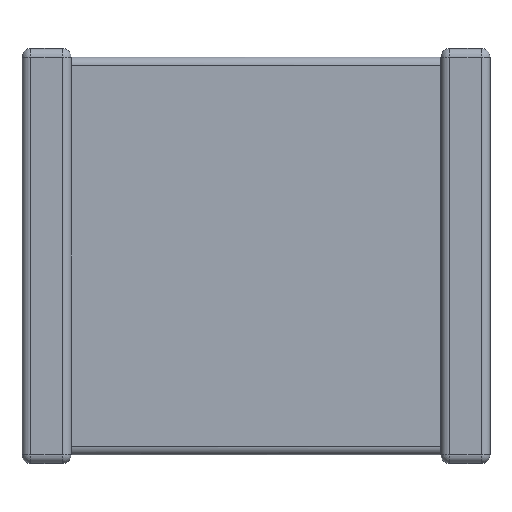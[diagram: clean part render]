
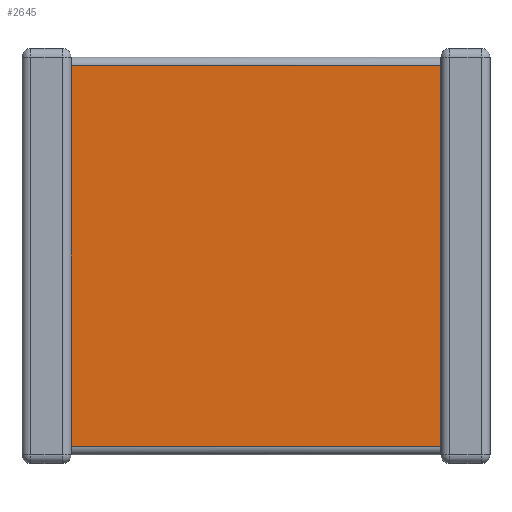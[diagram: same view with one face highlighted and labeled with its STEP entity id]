
A CAD part, front view. The second image highlights one B-rep face of the part: STEP entity #2645.
In plain terms, the highlighted planar face has unit normal (0, -1, 0).
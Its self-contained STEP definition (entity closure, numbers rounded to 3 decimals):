
#63 = LINE ( 'NONE', #2472, #4682 ) ;
#98 = DIRECTION ( 'NONE',  ( 0., 0., -1. ) ) ;
#595 = DIRECTION ( 'NONE',  ( 1., 0., 0. ) ) ;
#644 = DIRECTION ( 'NONE',  ( 0., 0., 1. ) ) ;
#858 = EDGE_CURVE ( 'NONE', #2429, #1328, #3324, .T. ) ;
#881 = FACE_OUTER_BOUND ( 'NONE', #1812, .T. ) ;
#937 = LINE ( 'NONE', #3639, #1401 ) ;
#1186 = DIRECTION ( 'NONE',  ( 0., -1., 0. ) ) ;
#1277 = CARTESIAN_POINT ( 'NONE',  ( 0.64, 0.113, -0.225 ) ) ;
#1328 = VERTEX_POINT ( 'NONE', #2461 ) ;
#1344 = CARTESIAN_POINT ( 'NONE',  ( 0.64, 0.113, -5.41 ) ) ;
#1401 = VECTOR ( 'NONE', #2946, 1000. ) ;
#1672 = ORIENTED_EDGE ( 'NONE', *, *, #4792, .T. ) ;
#1678 = VECTOR ( 'NONE', #3141, 1000. ) ;
#1812 = EDGE_LOOP ( 'NONE', ( #2726, #4349, #2480, #1672 ) ) ;
#2035 = VERTEX_POINT ( 'NONE', #2766 ) ;
#2429 = VERTEX_POINT ( 'NONE', #3678 ) ;
#2461 = CARTESIAN_POINT ( 'NONE',  ( 0.64, 0.113, -0.225 ) ) ;
#2472 = CARTESIAN_POINT ( 'NONE',  ( 5.46, 0.113, -5.185 ) ) ;
#2480 = ORIENTED_EDGE ( 'NONE', *, *, #4261, .T. ) ;
#2513 = VECTOR ( 'NONE', #644, 1000. ) ;
#2645 = ADVANCED_FACE ( 'NONE', ( #881 ), #4178, .T. ) ;
#2726 = ORIENTED_EDGE ( 'NONE', *, *, #858, .F. ) ;
#2766 = CARTESIAN_POINT ( 'NONE',  ( 5.46, 0.113, -5.185 ) ) ;
#2946 = DIRECTION ( 'NONE',  ( 0., 0., 1. ) ) ;
#2977 = CARTESIAN_POINT ( 'NONE',  ( 5.46, 0.113, -0.225 ) ) ;
#3067 = VERTEX_POINT ( 'NONE', #2977 ) ;
#3141 = DIRECTION ( 'NONE',  ( -1., 0., 0. ) ) ;
#3324 = LINE ( 'NONE', #1344, #2513 ) ;
#3391 = CARTESIAN_POINT ( 'NONE',  ( 0.64, 0.113, -5.41 ) ) ;
#3426 = AXIS2_PLACEMENT_3D ( 'NONE', #3391, #1186, #98 ) ;
#3639 = CARTESIAN_POINT ( 'NONE',  ( 5.46, 0.113, -5.41 ) ) ;
#3678 = CARTESIAN_POINT ( 'NONE',  ( 0.64, 0.113, -5.185 ) ) ;
#4131 = EDGE_CURVE ( 'NONE', #2429, #2035, #63, .T. ) ;
#4178 = PLANE ( 'NONE',  #3426 ) ;
#4261 = EDGE_CURVE ( 'NONE', #2035, #3067, #937, .T. ) ;
#4349 = ORIENTED_EDGE ( 'NONE', *, *, #4131, .T. ) ;
#4463 = LINE ( 'NONE', #1277, #1678 ) ;
#4682 = VECTOR ( 'NONE', #595, 1000. ) ;
#4792 = EDGE_CURVE ( 'NONE', #3067, #1328, #4463, .T. ) ;
